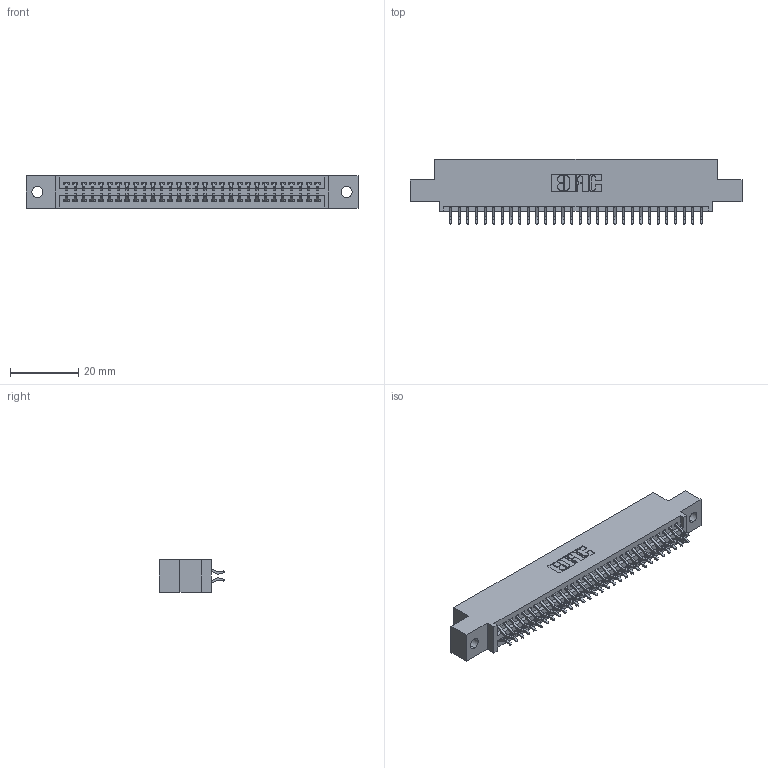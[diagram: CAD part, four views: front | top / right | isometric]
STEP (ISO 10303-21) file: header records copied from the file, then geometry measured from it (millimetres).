
FILE_DESCRIPTION (( 'STEP AP203' ), '1' );
FILE_NAME ('345-060-556-502.STEP', '2019-10-30T08:59:57', ( '' ), ( '' ), 'SwSTEP 2.0', 'SolidWorks 2016', '' );
FILE_SCHEMA (( 'CONFIG_CONTROL_DESIGN' ));
Length unit declared in the file: inch
Products named in the file (3): 345-292-001_556 Tail; 345-060-556-502; 345 Part_0.110 Offset - 0.128 Dia
Assembly tree (61 placements, depth 2):
  345-060-556-502
    345 Part_0.110 Offset - 0.128 Dia
    345-292-001_556 Tail  x60
Bounding box: 97.41 x 19.24 x 9.4 mm (x, y, z)
Volume: 9238.6 mm3; surface area: 13191.4 mm2
Topology: 61 solids, 61 shells, 3490 faces, 10373 edges, 6834 vertices
Faces by surface type: plane 2304, cylinder 1186
Entity records: 25509 total; most frequent: CARTESIAN_POINT 4304, ORIENTED_EDGE 4226, DIRECTION 3797, EDGE_CURVE 2113, VECTOR 1853, LINE 1853, VERTEX_POINT 1406, AXIS2_PLACEMENT_3D 972
